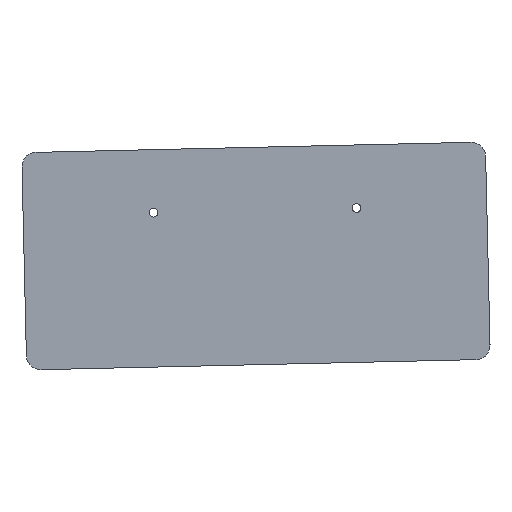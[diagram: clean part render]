
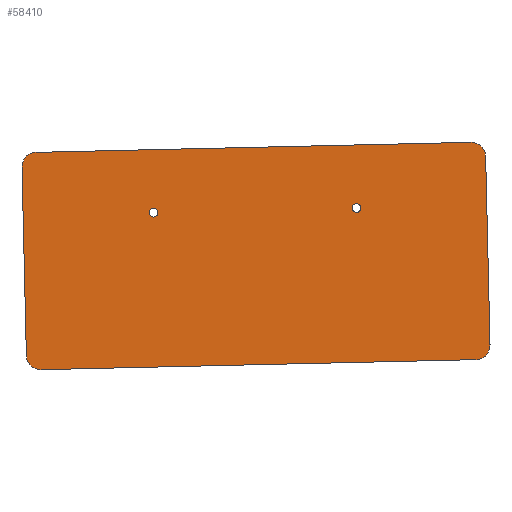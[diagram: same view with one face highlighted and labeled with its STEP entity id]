
A CAD part, front view. The second image highlights one B-rep face of the part: STEP entity #58410.
In plain terms, the highlighted planar face has unit normal (0, -1, 0).
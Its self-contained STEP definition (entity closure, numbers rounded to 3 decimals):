
#58134=CARTESIAN_POINT('',(184.401,-1.,
41.818));
#58135=DIRECTION('',(0.,1.,0.));
#58136=DIRECTION('',(-0.023,0.,1.));
#58137=AXIS2_PLACEMENT_3D('',#58134,#58135,#58136);
#58139=CARTESIAN_POINT('',(187.401,-1.,
-88.147));
#58140=DIRECTION('',(0.,1.,0.));
#58141=DIRECTION('',(1.,0.,0.023));
#58142=AXIS2_PLACEMENT_3D('',#58139,#58140,#58141);
#58144=CARTESIAN_POINT('',(-112.519,-1.,
-95.069));
#58145=DIRECTION('',(0.,1.,0.));
#58146=DIRECTION('',(0.023,0.,-1.));
#58147=AXIS2_PLACEMENT_3D('',#58144,#58145,#58146);
#58149=CARTESIAN_POINT('',(-115.519,-1.,
34.896));
#58150=DIRECTION('',(0.,1.,0.));
#58151=DIRECTION('',(-1.,0.,-0.023));
#58152=AXIS2_PLACEMENT_3D('',#58149,#58150,#58151);
#58154=CARTESIAN_POINT('',(105.196,-1.,
6.481));
#58155=DIRECTION('',(0.,-1.,0.));
#58156=DIRECTION('',(-0.888,0.,0.459));
#58157=AXIS2_PLACEMENT_3D('',#58154,#58155,#58156);
#58159=CARTESIAN_POINT('',(105.196,-1.,
6.481));
#58160=DIRECTION('',(0.,-1.,0.));
#58161=DIRECTION('',(0.888,0.,-0.459));
#58162=AXIS2_PLACEMENT_3D('',#58159,#58160,#58161);
#58164=CARTESIAN_POINT('',(105.196,-1.,
6.481));
#58165=DIRECTION('',(0.,-1.,0.));
#58166=DIRECTION('',(1.,0.,0.023));
#58167=AXIS2_PLACEMENT_3D('',#58164,#58165,#58166);
#58169=CARTESIAN_POINT('',(-34.767,-1.,
3.251));
#58170=DIRECTION('',(0.,-1.,0.));
#58171=DIRECTION('',(0.866,0.,0.5));
#58172=AXIS2_PLACEMENT_3D('',#58169,#58170,#58171);
#58174=CARTESIAN_POINT('',(-34.767,-1.,
3.251));
#58175=DIRECTION('',(0.,-1.,0.));
#58176=DIRECTION('',(-0.866,0.,-0.5));
#58177=AXIS2_PLACEMENT_3D('',#58174,#58175,#58176);
#58179=CARTESIAN_POINT('',(-34.767,-1.,
3.251));
#58180=DIRECTION('',(0.,-1.,0.));
#58181=DIRECTION('',(1.,0.,0.023));
#58182=AXIS2_PLACEMENT_3D('',#58179,#58180,#58181);
#58188=DIRECTION('',(-1.,0.,-0.023));
#58189=VECTOR('',#58188,300.);
#58190=CARTESIAN_POINT('',(184.171,-1.,
51.815));
#58191=LINE('',#58190,#58189);
#58244=DIRECTION('',(-0.023,0.,1.));
#58245=VECTOR('',#58244,130.);
#58246=CARTESIAN_POINT('',(197.398,-1.,
-87.917));
#58247=LINE('',#58246,#58245);
#58256=DIRECTION('',(1.,0.,0.023));
#58257=VECTOR('',#58256,300.);
#58258=CARTESIAN_POINT('',(-112.288,-1.,
-105.067));
#58259=LINE('',#58258,#58257);
#58268=DIRECTION('',(0.023,0.,-1.));
#58269=VECTOR('',#58268,130.);
#58270=CARTESIAN_POINT('',(-125.516,-1.,
34.665));
#58271=LINE('',#58270,#58269);
#58296=CARTESIAN_POINT('',(-37.366,-1.,
1.752));
#58298=VERTEX_POINT('',#58296);
#58300=CARTESIAN_POINT('',(184.171,-1.,
51.815));
#58301=CARTESIAN_POINT('',(194.399,-1.,
42.049));
#58302=VERTEX_POINT('',#58300);
#58303=VERTEX_POINT('',#58301);
#58304=CARTESIAN_POINT('',(197.398,-1.,
-87.917));
#58305=VERTEX_POINT('',#58304);
#58306=CARTESIAN_POINT('',(187.632,-1.,
-98.145));
#58307=VERTEX_POINT('',#58306);
#58308=CARTESIAN_POINT('',(-112.288,-1.,
-105.067));
#58309=VERTEX_POINT('',#58308);
#58310=CARTESIAN_POINT('',(-122.516,-1.,
-95.3));
#58311=VERTEX_POINT('',#58310);
#58312=CARTESIAN_POINT('',(-125.516,-1.,
34.665));
#58313=VERTEX_POINT('',#58312);
#58314=CARTESIAN_POINT('',(-115.749,-1.,
44.893));
#58315=VERTEX_POINT('',#58314);
#58316=CARTESIAN_POINT('',(102.531,-1.,
7.858));
#58317=CARTESIAN_POINT('',(107.861,-1.,
5.104));
#58318=VERTEX_POINT('',#58316);
#58319=VERTEX_POINT('',#58317);
#58320=CARTESIAN_POINT('',(108.195,-1.,
6.55));
#58321=VERTEX_POINT('',#58320);
#58322=CARTESIAN_POINT('',(-32.168,-1.,
4.749));
#58323=VERTEX_POINT('',#58322);
#58324=CARTESIAN_POINT('',(-31.768,-1.,
3.32));
#58325=VERTEX_POINT('',#58324);
#58373=CARTESIAN_POINT('',(35.941,-1.,
-26.626));
#58374=DIRECTION('',(0.,1.,0.));
#58375=DIRECTION('',(1.,0.,0.023));
#58376=AXIS2_PLACEMENT_3D('',#58373,#58374,#58375);
#58377=PLANE('',#58376);
#58379=ORIENTED_EDGE('',*,*,#58378,.T.);
#58381=ORIENTED_EDGE('',*,*,#58380,.F.);
#58383=ORIENTED_EDGE('',*,*,#58382,.T.);
#58385=ORIENTED_EDGE('',*,*,#58384,.F.);
#58387=ORIENTED_EDGE('',*,*,#58386,.T.);
#58389=ORIENTED_EDGE('',*,*,#58388,.F.);
#58391=ORIENTED_EDGE('',*,*,#58390,.T.);
#58393=ORIENTED_EDGE('',*,*,#58392,.F.);
#58394=EDGE_LOOP('',(#58379,#58381,#58383,#58385,#58387,#58389,#58391,#58393));
#58395=FACE_OUTER_BOUND('',#58394,.F.);
#58397=ORIENTED_EDGE('',*,*,#58396,.T.);
#58399=ORIENTED_EDGE('',*,*,#58398,.T.);
#58401=ORIENTED_EDGE('',*,*,#58400,.T.);
#58402=EDGE_LOOP('',(#58397,#58399,#58401));
#58403=FACE_BOUND('',#58402,.F.);
#58405=ORIENTED_EDGE('',*,*,#58404,.T.);
#58406=ORIENTED_EDGE('',*,*,#58353,.T.);
#58407=ORIENTED_EDGE('',*,*,#58361,.T.);
#58408=EDGE_LOOP('',(#58405,#58406,#58407));
#58409=FACE_BOUND('',#58408,.F.);
#58138=CIRCLE('',#58137,10.);
#58143=CIRCLE('',#58142,10.);
#58148=CIRCLE('',#58147,10.);
#58153=CIRCLE('',#58152,10.);
#58158=CIRCLE('',#58157,3.);
#58163=CIRCLE('',#58162,3.);
#58168=CIRCLE('',#58167,3.);
#58173=CIRCLE('',#58172,3.);
#58178=CIRCLE('',#58177,3.);
#58183=CIRCLE('',#58182,3.);
#58353=EDGE_CURVE('',#58298,#58325,#58178,.T.);
#58361=EDGE_CURVE('',#58325,#58323,#58183,.T.);
#58378=EDGE_CURVE('',#58302,#58303,#58138,.T.);
#58380=EDGE_CURVE('',#58305,#58303,#58247,.T.);
#58382=EDGE_CURVE('',#58305,#58307,#58143,.T.);
#58384=EDGE_CURVE('',#58309,#58307,#58259,.T.);
#58386=EDGE_CURVE('',#58309,#58311,#58148,.T.);
#58388=EDGE_CURVE('',#58313,#58311,#58271,.T.);
#58390=EDGE_CURVE('',#58313,#58315,#58153,.T.);
#58392=EDGE_CURVE('',#58302,#58315,#58191,.T.);
#58396=EDGE_CURVE('',#58318,#58319,#58158,.T.);
#58398=EDGE_CURVE('',#58319,#58321,#58163,.T.);
#58400=EDGE_CURVE('',#58321,#58318,#58168,.T.);
#58404=EDGE_CURVE('',#58323,#58298,#58173,.T.);
#58410=ADVANCED_FACE('',(#58395,#58403,#58409),#58377,.F.);
